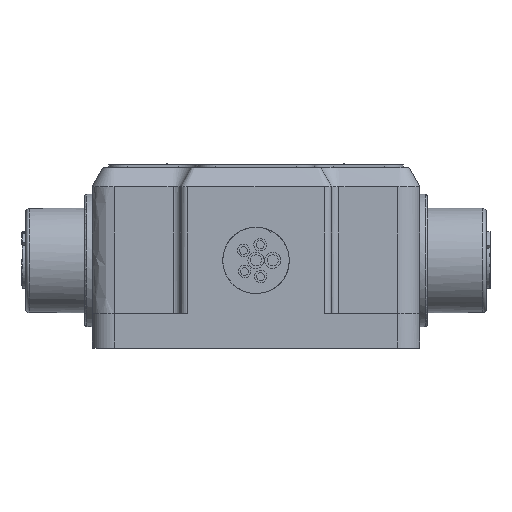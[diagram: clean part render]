
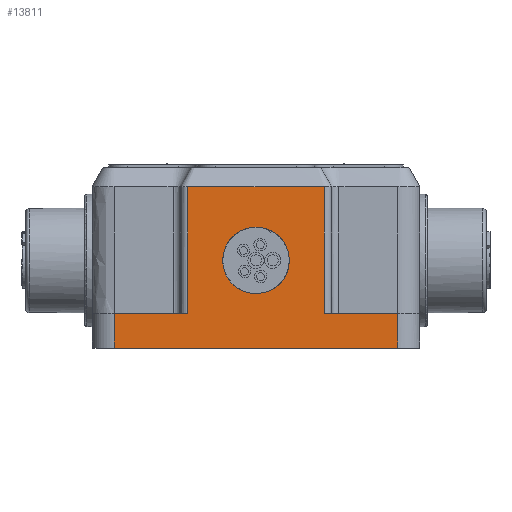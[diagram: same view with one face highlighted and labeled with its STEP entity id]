
A CAD part, front view. The second image highlights one B-rep face of the part: STEP entity #13811.
In plain terms, the highlighted free-form (B-spline) face has degree [1, 1] with [2, 2] control points.
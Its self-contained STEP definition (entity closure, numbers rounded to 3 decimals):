
#13698=CARTESIAN_POINT('',(4.5,0.,11.9));
#13699=VERTEX_POINT('',#13698);
#13700=CARTESIAN_POINT('',(0.,0.,16.4));
#13701=VERTEX_POINT('',#13700);
#13702=CARTESIAN_POINT('',(4.5,0.,11.9));
#13703=CARTESIAN_POINT('',(4.5,0.,16.4));
#13704=CARTESIAN_POINT('',(0.,0.,16.4));
#13705=(BOUNDED_CURVE()B_SPLINE_CURVE(2,(#13702,#13703,#13704),.CIRCULAR_ARC.,.F.,.U.)B_SPLINE_CURVE_WITH_KNOTS((3,3),(0.75,1.),.UNSPECIFIED.)CURVE()GEOMETRIC_REPRESENTATION_ITEM()RATIONAL_B_SPLINE_CURVE((1.,0.707,1.))REPRESENTATION_ITEM(''));
#13706=EDGE_CURVE('',#13699,#13701,#13705,.T.);
#13717=CARTESIAN_POINT('',(0.,0.,16.4));
#13718=CARTESIAN_POINT('',(-4.5,0.,16.4));
#13719=CARTESIAN_POINT('',(-4.5,0.,11.9));
#13720=CARTESIAN_POINT('',(-4.5,0.,7.4));
#13721=CARTESIAN_POINT('',(0.,0.,7.4));
#13722=CARTESIAN_POINT('',(4.5,0.,7.4));
#13723=CARTESIAN_POINT('',(4.5,0.,11.9));
#13724=CARTESIAN_POINT('',(4.5,0.,11.9));
#13725=CARTESIAN_POINT('',(4.5,0.,11.9));
#13726=(BOUNDED_CURVE()B_SPLINE_CURVE(2,(#13717,#13718,#13719,#13720,#13721,#13722,#13723,#13724,#13725),.CIRCULAR_ARC.,.F.,.U.)B_SPLINE_CURVE_WITH_KNOTS((3,2,2,2,3),(0.,0.25,0.5,0.75,0.75),.UNSPECIFIED.)CURVE()GEOMETRIC_REPRESENTATION_ITEM()RATIONAL_B_SPLINE_CURVE((1.,0.707,1.,0.707,1.,0.707,1.,1.,1.))REPRESENTATION_ITEM(''));
#13727=EDGE_CURVE('',#13701,#13699,#13726,.T.);
#13732=CARTESIAN_POINT('',(22.147,0.,-11.196));
#13733=CARTESIAN_POINT('',(-22.147,0.,-11.196));
#13734=CARTESIAN_POINT('',(22.147,0.,33.099));
#13735=CARTESIAN_POINT('',(-22.147,0.,33.099));
#13736=B_SPLINE_SURFACE_WITH_KNOTS('',1,1,((#13732,#13733),(#13734,#13735)),.PLANE_SURF.,.F.,.F.,.U.,(2,2),(2,2),(0.,1.),(0.,1.),.UNSPECIFIED.);
#13737=CARTESIAN_POINT('',(9.251,0.,21.9));
#13738=VERTEX_POINT('',#13737);
#13739=CARTESIAN_POINT('',(-9.25,0.,21.9));
#13740=VERTEX_POINT('',#13739);
#13741=CARTESIAN_POINT('',(9.251,0.,21.9));
#13742=CARTESIAN_POINT('',(6.168,0.,21.9));
#13743=CARTESIAN_POINT('',(1.542,0.,21.9));
#13744=CARTESIAN_POINT('',(-3.083,0.,21.9));
#13745=CARTESIAN_POINT('',(-5.396,0.,21.9));
#13746=CARTESIAN_POINT('',(-6.166,0.,21.9));
#13747=CARTESIAN_POINT('',(-7.323,0.,21.9));
#13748=CARTESIAN_POINT('',(-7.708,0.,21.9));
#13749=CARTESIAN_POINT('',(-8.286,0.,21.9));
#13750=CARTESIAN_POINT('',(-8.575,0.,21.9));
#13751=CARTESIAN_POINT('',(-8.865,0.,21.9));
#13752=CARTESIAN_POINT('',(-9.057,0.,21.9));
#13753=CARTESIAN_POINT('',(-9.154,0.,21.902));
#13754=CARTESIAN_POINT('',(-9.25,0.,21.899));
#13755=B_SPLINE_CURVE_WITH_KNOTS('',3,(#13741,#13742,#13743,#13744,#13745,#13746,#13747,#13748,#13749,#13750,#13751,#13752,#13753,#13754),.UNSPECIFIED.,.F.,.U.,(4,1,2,2,2,1,2,4),(0.,0.009,0.014,0.016,0.017,0.018,0.018,0.019),.UNSPECIFIED.);
#13756=EDGE_CURVE('',#13738,#13740,#13755,.T.);
#13757=ORIENTED_EDGE('',*,*,#13756,.T.);
#13758=CARTESIAN_POINT('',(-9.25,0.,4.7));
#13759=VERTEX_POINT('',#13758);
#13760=CARTESIAN_POINT('',(-9.25,0.,21.9));
#13761=CARTESIAN_POINT('',(-9.25,0.,4.7));
#13762=B_SPLINE_CURVE_WITH_KNOTS('',1,(#13760,#13761),.POLYLINE_FORM.,.F.,.U.,(2,2),(0.,1.),.UNSPECIFIED.);
#13763=EDGE_CURVE('',#13740,#13759,#13762,.T.);
#13764=ORIENTED_EDGE('',*,*,#13763,.T.);
#13765=CARTESIAN_POINT('',(-19.25,0.,4.7));
#13766=VERTEX_POINT('',#13765);
#13767=CARTESIAN_POINT('',(-9.25,0.,4.7));
#13768=CARTESIAN_POINT('',(-19.25,0.,4.7));
#13769=B_SPLINE_CURVE_WITH_KNOTS('',1,(#13767,#13768),.POLYLINE_FORM.,.F.,.U.,(2,2),(0.,1.),.UNSPECIFIED.);
#13770=EDGE_CURVE('',#13759,#13766,#13769,.T.);
#13771=ORIENTED_EDGE('',*,*,#13770,.T.);
#13772=CARTESIAN_POINT('',(-19.25,0.,0.));
#13773=VERTEX_POINT('',#13772);
#13774=CARTESIAN_POINT('',(-19.25,0.,4.7));
#13775=CARTESIAN_POINT('',(-19.25,0.,0.));
#13776=B_SPLINE_CURVE_WITH_KNOTS('',1,(#13774,#13775),.POLYLINE_FORM.,.F.,.U.,(2,2),(0.,1.),.UNSPECIFIED.);
#13777=EDGE_CURVE('',#13766,#13773,#13776,.T.);
#13778=ORIENTED_EDGE('',*,*,#13777,.T.);
#13779=CARTESIAN_POINT('',(19.25,0.,0.));
#13780=VERTEX_POINT('',#13779);
#13781=CARTESIAN_POINT('',(-19.25,0.,0.));
#13782=CARTESIAN_POINT('',(19.25,0.,0.));
#13783=B_SPLINE_CURVE_WITH_KNOTS('',1,(#13781,#13782),.POLYLINE_FORM.,.F.,.U.,(2,2),(0.,1.),.UNSPECIFIED.);
#13784=EDGE_CURVE('',#13773,#13780,#13783,.T.);
#13785=ORIENTED_EDGE('',*,*,#13784,.T.);
#13786=CARTESIAN_POINT('',(19.25,0.,4.7));
#13787=VERTEX_POINT('',#13786);
#13788=CARTESIAN_POINT('',(19.25,0.,0.));
#13789=CARTESIAN_POINT('',(19.25,0.,4.7));
#13790=B_SPLINE_CURVE_WITH_KNOTS('',1,(#13788,#13789),.POLYLINE_FORM.,.F.,.U.,(2,2),(0.,1.),.UNSPECIFIED.);
#13791=EDGE_CURVE('',#13780,#13787,#13790,.T.);
#13792=ORIENTED_EDGE('',*,*,#13791,.T.);
#13793=CARTESIAN_POINT('',(9.25,0.,4.7));
#13794=VERTEX_POINT('',#13793);
#13795=CARTESIAN_POINT('',(19.25,0.,4.7));
#13796=CARTESIAN_POINT('',(9.25,0.,4.7));
#13797=B_SPLINE_CURVE_WITH_KNOTS('',1,(#13795,#13796),.POLYLINE_FORM.,.F.,.U.,(2,2),(0.,1.),.UNSPECIFIED.);
#13798=EDGE_CURVE('',#13787,#13794,#13797,.T.);
#13799=ORIENTED_EDGE('',*,*,#13798,.T.);
#13800=CARTESIAN_POINT('',(9.25,0.,4.7));
#13801=CARTESIAN_POINT('',(9.251,0.,21.9));
#13802=B_SPLINE_CURVE_WITH_KNOTS('',1,(#13800,#13801),.POLYLINE_FORM.,.F.,.U.,(2,2),(0.,1.),.UNSPECIFIED.);
#13803=EDGE_CURVE('',#13794,#13738,#13802,.T.);
#13804=ORIENTED_EDGE('',*,*,#13803,.T.);
#13805=EDGE_LOOP('',(#13757,#13764,#13771,#13778,#13785,#13792,#13799,#13804));
#13806=FACE_OUTER_BOUND('',#13805,.T.);
#13807=ORIENTED_EDGE('',*,*,#13727,.F.);
#13808=ORIENTED_EDGE('',*,*,#13706,.F.);
#13809=EDGE_LOOP('',(#13807,#13808));
#13810=FACE_BOUND('',#13809,.T.);
#13811=ADVANCED_FACE('',(#13806,#13810),#13736,.T.);
